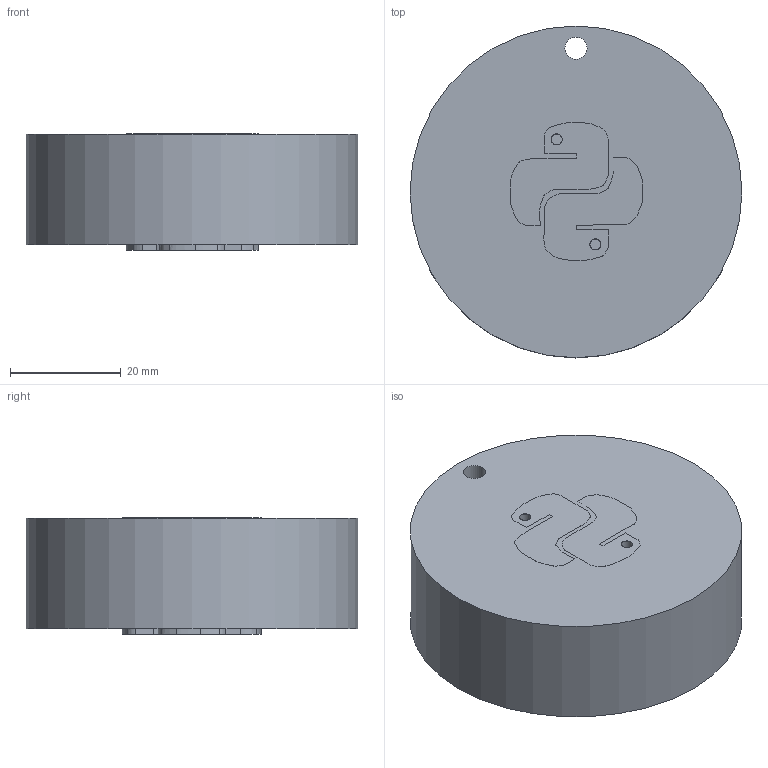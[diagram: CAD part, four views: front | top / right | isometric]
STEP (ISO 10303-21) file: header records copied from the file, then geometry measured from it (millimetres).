
FILE_DESCRIPTION(('FreeCAD Model'),'2;1');
FILE_NAME('Open CASCADE Shape Model','2021-08-18T18:33:52',('Author'),( ''),'Open CASCADE STEP processor 7.5','FreeCAD','Unknown');
FILE_SCHEMA(('AUTOMOTIVE_DESIGN { 1 0 10303 214 1 1 1 1 }'));
Length unit declared in the file: millimetre
Products named in the file (3): Sin_nombre; Cut; Pocket
Assembly tree (2 placements, depth 2):
  Sin_nombre
    Cut
    Pocket
Bounding box: 60 x 60 x 21 mm (x, y, z)
Volume: 64083.2 mm3; surface area: 14050.6 mm2
Topology: 3 solids, 3 shells, 59 faces, 153 edges, 102 vertices
Faces by surface type: extrusion 45, plane 8, cylinder 6
Full cylindrical faces by diameter (mm): 2 x4, 4 x1, 60 x1
Entity records: 4075 total; most frequent: CARTESIAN_POINT 1188, DIRECTION 370, ORIENTED_EDGE 306, PCURVE 306, DEFINITIONAL_REPRESENTATION 306, VECTOR 300, LINE 255, B_SPLINE_CURVE_WITH_KNOTS 225
